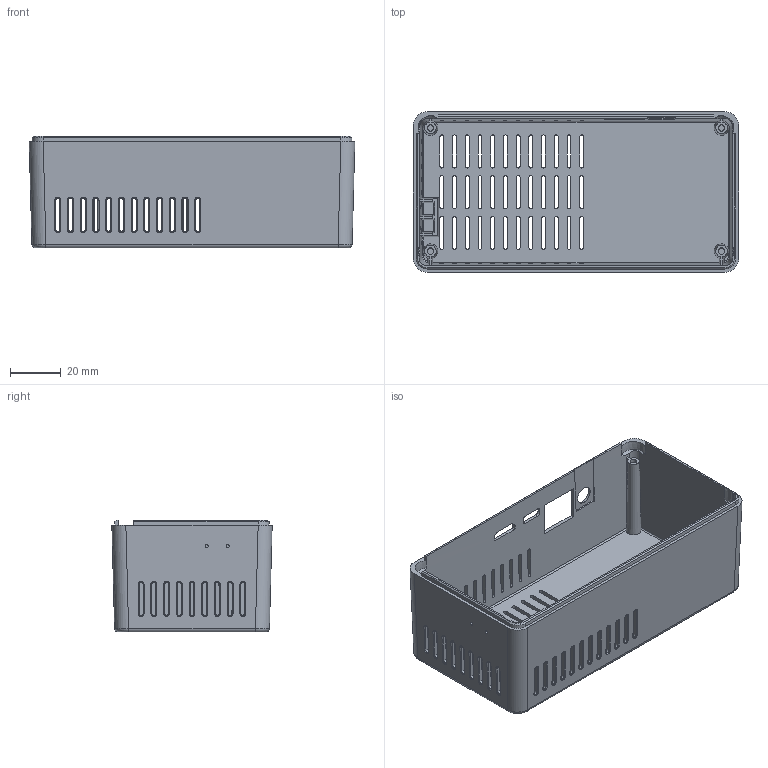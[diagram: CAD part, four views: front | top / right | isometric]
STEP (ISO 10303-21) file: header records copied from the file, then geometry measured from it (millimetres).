
FILE_DESCRIPTION((''),'2;1');
FILE_NAME('R2_9_2_1','2024-06-18T',('sales'),(''),'PRO/ENGINEER BY PARAMETRIC TECHNOLOGY CORPORATION, 2009460','PRO/ENGINEER BY PARAMETRIC TECHNOLOGY CORPORATION, 2009460','');
FILE_SCHEMA(('CONFIG_CONTROL_DESIGN'));
Length unit declared in the file: millimetre
Products named in the file (1): R2_9_2_1
Bounding box: 128 x 63 x 44 mm (x, y, z)
Volume: 53348.7 mm3; surface area: 51778.6 mm2
Topology: 1 solids, 1 shells, 726 faces, 1953 edges, 1233 vertices
Faces by surface type: plane 223, cylinder 177, bspline 150, cone 92, torus 84
Entity records: 32792 total; most frequent: CARTESIAN_POINT 14981, ORIENTED_EDGE 3906, DIRECTION 3400, EDGE_CURVE 1953, VERTEX_POINT 1233, AXIS2_PLACEMENT_3D 1220, VECTOR 960, LINE 960
